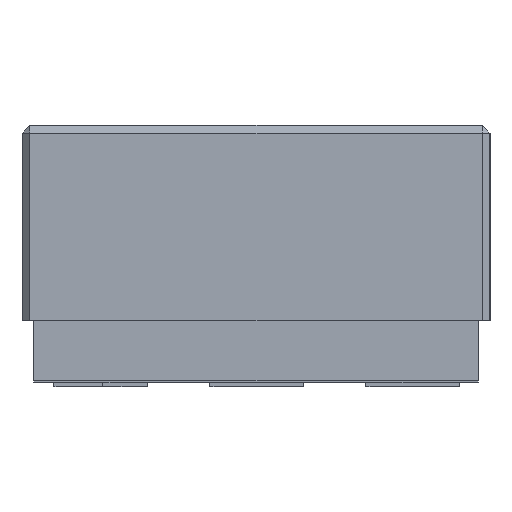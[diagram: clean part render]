
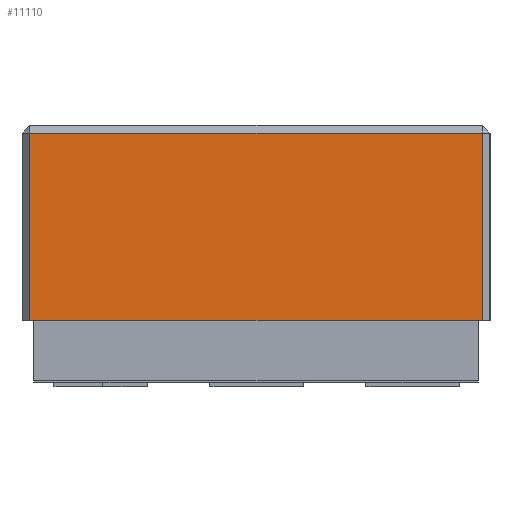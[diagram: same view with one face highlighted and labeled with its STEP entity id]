
A CAD part, left-side view. The second image highlights one B-rep face of the part: STEP entity #11110.
In plain terms, the highlighted planar face has unit normal (-1, 0, 0).
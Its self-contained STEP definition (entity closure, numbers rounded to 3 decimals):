
#9674 = PLANE('',#9675);
#9675 = AXIS2_PLACEMENT_3D('',#9676,#9677,#9678);
#9676 = CARTESIAN_POINT('',(0.,0.,0.31));
#9677 = DIRECTION('',(0.,0.,1.));
#9678 = DIRECTION('',(1.,0.,0.));
#9936 = VERTEX_POINT('',#9937);
#9937 = CARTESIAN_POINT('',(-2.2,1.16,0.31));
#9951 = PLANE('',#9952);
#9952 = AXIS2_PLACEMENT_3D('',#9953,#9954,#9955);
#9953 = CARTESIAN_POINT('',(-2.18,1.18,0.31));
#9954 = DIRECTION('',(-0.707,0.707,0.));
#9955 = DIRECTION('',(-0.,-0.,-1.));
#9963 = EDGE_CURVE('',#9936,#9964,#9966,.T.);
#9964 = VERTEX_POINT('',#9965);
#9965 = CARTESIAN_POINT('',(-2.2,-1.16,0.31));
#9966 = SURFACE_CURVE('',#9967,(#9971,#9978),.PCURVE_S1.);
#9967 = LINE('',#9968,#9969);
#9968 = CARTESIAN_POINT('',(-2.2,1.2,0.31));
#9969 = VECTOR('',#9970,1.);
#9970 = DIRECTION('',(0.,-1.,0.));
#9971 = PCURVE('',#9674,#9972);
#9972 = DEFINITIONAL_REPRESENTATION('',(#9973),#9977);
#9973 = LINE('',#9974,#9975);
#9974 = CARTESIAN_POINT('',(-2.2,1.2));
#9975 = VECTOR('',#9976,1.);
#9976 = DIRECTION('',(0.,-1.));
#9977 = ( GEOMETRIC_REPRESENTATION_CONTEXT(2) 
PARAMETRIC_REPRESENTATION_CONTEXT() REPRESENTATION_CONTEXT('2D SPACE',''
  ) );
#9978 = PCURVE('',#9979,#9984);
#9979 = PLANE('',#9980);
#9980 = AXIS2_PLACEMENT_3D('',#9981,#9982,#9983);
#9981 = CARTESIAN_POINT('',(-2.2,1.2,0.31));
#9982 = DIRECTION('',(1.,0.,0.));
#9983 = DIRECTION('',(0.,-1.,0.));
#9984 = DEFINITIONAL_REPRESENTATION('',(#9985),#9989);
#9985 = LINE('',#9986,#9987);
#9986 = CARTESIAN_POINT('',(0.,0.));
#9987 = VECTOR('',#9988,1.);
#9988 = DIRECTION('',(1.,0.));
#9989 = ( GEOMETRIC_REPRESENTATION_CONTEXT(2) 
PARAMETRIC_REPRESENTATION_CONTEXT() REPRESENTATION_CONTEXT('2D SPACE',''
  ) );
#10007 = PLANE('',#10008);
#10008 = AXIS2_PLACEMENT_3D('',#10009,#10010,#10011);
#10009 = CARTESIAN_POINT('',(-2.18,-1.18,0.31));
#10010 = DIRECTION('',(-0.707,-0.707,0.));
#10011 = DIRECTION('',(-0.,-0.,-1.));
#11014 = VERTEX_POINT('',#11015);
#11015 = CARTESIAN_POINT('',(-2.2,1.16,1.27));
#11041 = EDGE_CURVE('',#9936,#11014,#11042,.T.);
#11042 = SURFACE_CURVE('',#11043,(#11047,#11054),.PCURVE_S1.);
#11043 = LINE('',#11044,#11045);
#11044 = CARTESIAN_POINT('',(-2.2,1.16,0.31));
#11045 = VECTOR('',#11046,1.);
#11046 = DIRECTION('',(0.,0.,1.));
#11047 = PCURVE('',#9951,#11048);
#11048 = DEFINITIONAL_REPRESENTATION('',(#11049),#11053);
#11049 = LINE('',#11050,#11051);
#11050 = CARTESIAN_POINT('',(-0.,0.028));
#11051 = VECTOR('',#11052,1.);
#11052 = DIRECTION('',(-1.,0.));
#11053 = ( GEOMETRIC_REPRESENTATION_CONTEXT(2) 
PARAMETRIC_REPRESENTATION_CONTEXT() REPRESENTATION_CONTEXT('2D SPACE',''
  ) );
#11054 = PCURVE('',#9979,#11055);
#11055 = DEFINITIONAL_REPRESENTATION('',(#11056),#11060);
#11056 = LINE('',#11057,#11058);
#11057 = CARTESIAN_POINT('',(0.04,0.));
#11058 = VECTOR('',#11059,1.);
#11059 = DIRECTION('',(0.,-1.));
#11060 = ( GEOMETRIC_REPRESENTATION_CONTEXT(2) 
PARAMETRIC_REPRESENTATION_CONTEXT() REPRESENTATION_CONTEXT('2D SPACE',''
  ) );
#11110 = ADVANCED_FACE('',(#11111),#9979,.F.);
#11111 = FACE_BOUND('',#11112,.F.);
#11112 = EDGE_LOOP('',(#11113,#11114,#11115,#11143));
#11113 = ORIENTED_EDGE('',*,*,#9963,.F.);
#11114 = ORIENTED_EDGE('',*,*,#11041,.T.);
#11115 = ORIENTED_EDGE('',*,*,#11116,.T.);
#11116 = EDGE_CURVE('',#11014,#11117,#11119,.T.);
#11117 = VERTEX_POINT('',#11118);
#11118 = CARTESIAN_POINT('',(-2.2,-1.16,1.27));
#11119 = SURFACE_CURVE('',#11120,(#11124,#11131),.PCURVE_S1.);
#11120 = LINE('',#11121,#11122);
#11121 = CARTESIAN_POINT('',(-2.2,1.2,1.27));
#11122 = VECTOR('',#11123,1.);
#11123 = DIRECTION('',(0.,-1.,0.));
#11124 = PCURVE('',#9979,#11125);
#11125 = DEFINITIONAL_REPRESENTATION('',(#11126),#11130);
#11126 = LINE('',#11127,#11128);
#11127 = CARTESIAN_POINT('',(0.,-0.96));
#11128 = VECTOR('',#11129,1.);
#11129 = DIRECTION('',(1.,0.));
#11130 = ( GEOMETRIC_REPRESENTATION_CONTEXT(2) 
PARAMETRIC_REPRESENTATION_CONTEXT() REPRESENTATION_CONTEXT('2D SPACE',''
  ) );
#11131 = PCURVE('',#11132,#11137);
#11132 = PLANE('',#11133);
#11133 = AXIS2_PLACEMENT_3D('',#11134,#11135,#11136);
#11134 = CARTESIAN_POINT('',(-2.18,1.2,1.29));
#11135 = DIRECTION('',(0.707,0.,-0.707));
#11136 = DIRECTION('',(0.,-1.,0.));
#11137 = DEFINITIONAL_REPRESENTATION('',(#11138),#11142);
#11138 = LINE('',#11139,#11140);
#11139 = CARTESIAN_POINT('',(0.,0.028));
#11140 = VECTOR('',#11141,1.);
#11141 = DIRECTION('',(1.,0.));
#11142 = ( GEOMETRIC_REPRESENTATION_CONTEXT(2) 
PARAMETRIC_REPRESENTATION_CONTEXT() REPRESENTATION_CONTEXT('2D SPACE',''
  ) );
#11143 = ORIENTED_EDGE('',*,*,#11144,.F.);
#11144 = EDGE_CURVE('',#9964,#11117,#11145,.T.);
#11145 = SURFACE_CURVE('',#11146,(#11150,#11157),.PCURVE_S1.);
#11146 = LINE('',#11147,#11148);
#11147 = CARTESIAN_POINT('',(-2.2,-1.16,0.31));
#11148 = VECTOR('',#11149,1.);
#11149 = DIRECTION('',(0.,0.,1.));
#11150 = PCURVE('',#9979,#11151);
#11151 = DEFINITIONAL_REPRESENTATION('',(#11152),#11156);
#11152 = LINE('',#11153,#11154);
#11153 = CARTESIAN_POINT('',(2.36,0.));
#11154 = VECTOR('',#11155,1.);
#11155 = DIRECTION('',(0.,-1.));
#11156 = ( GEOMETRIC_REPRESENTATION_CONTEXT(2) 
PARAMETRIC_REPRESENTATION_CONTEXT() REPRESENTATION_CONTEXT('2D SPACE',''
  ) );
#11157 = PCURVE('',#10007,#11158);
#11158 = DEFINITIONAL_REPRESENTATION('',(#11159),#11163);
#11159 = LINE('',#11160,#11161);
#11160 = CARTESIAN_POINT('',(-0.,-0.028));
#11161 = VECTOR('',#11162,1.);
#11162 = DIRECTION('',(-1.,0.));
#11163 = ( GEOMETRIC_REPRESENTATION_CONTEXT(2) 
PARAMETRIC_REPRESENTATION_CONTEXT() REPRESENTATION_CONTEXT('2D SPACE',''
  ) );
